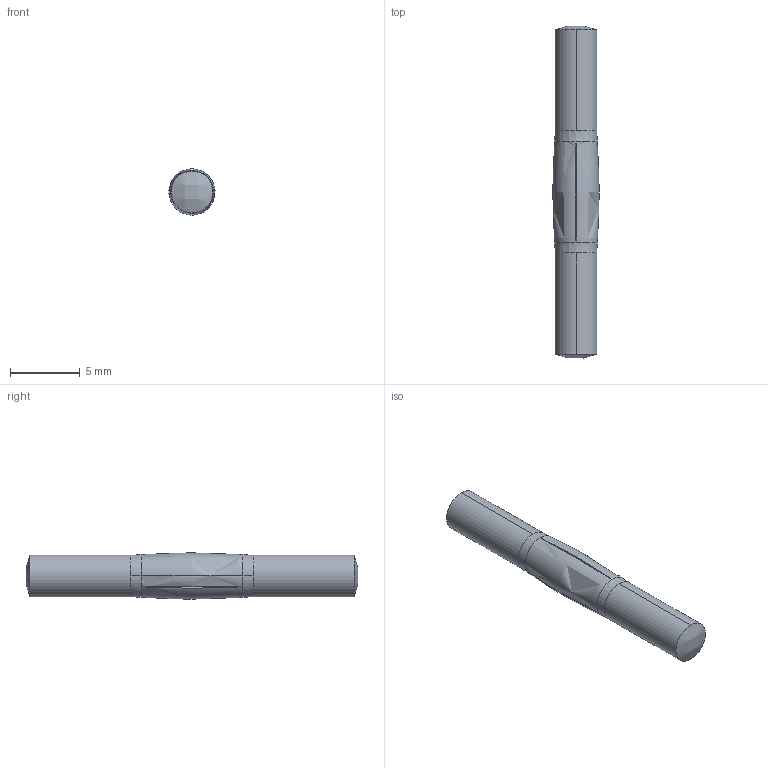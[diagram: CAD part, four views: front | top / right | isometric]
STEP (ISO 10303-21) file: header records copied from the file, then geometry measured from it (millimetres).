
FILE_DESCRIPTION (( 'STEP AP214' ), '1' );
FILE_NAME ('6116752.stp', '2016-06-21T10:46:27', ( '' ), ( '' ), 'SwSTEP 2.0', 'SolidWorks 2014', '' );
FILE_SCHEMA (( 'AUTOMOTIVE_DESIGN' ));
Length unit declared in the file: millimetre
Products named in the file (1): 6116752
Bounding box: 3.31 x 23.84 x 3.32 mm (x, y, z)
Volume: 175.5 mm3; surface area: 242.1 mm2
Topology: 1 solids, 1 shells, 22 faces, 47 edges, 30 vertices
Faces by surface type: cylinder 8, bspline 6, plane 6, torus 2
Entity records: 1245 total; most frequent: CARTESIAN_POINT 520, ORIENTED_EDGE 94, DIRECTION 89, EDGE_CURVE 47, AXIS2_PLACEMENT_3D 39, VERTEX_POINT 30, EDGE_LOOP 25, UNCERTAINTY_MEASURE_WITH_UNIT 25
